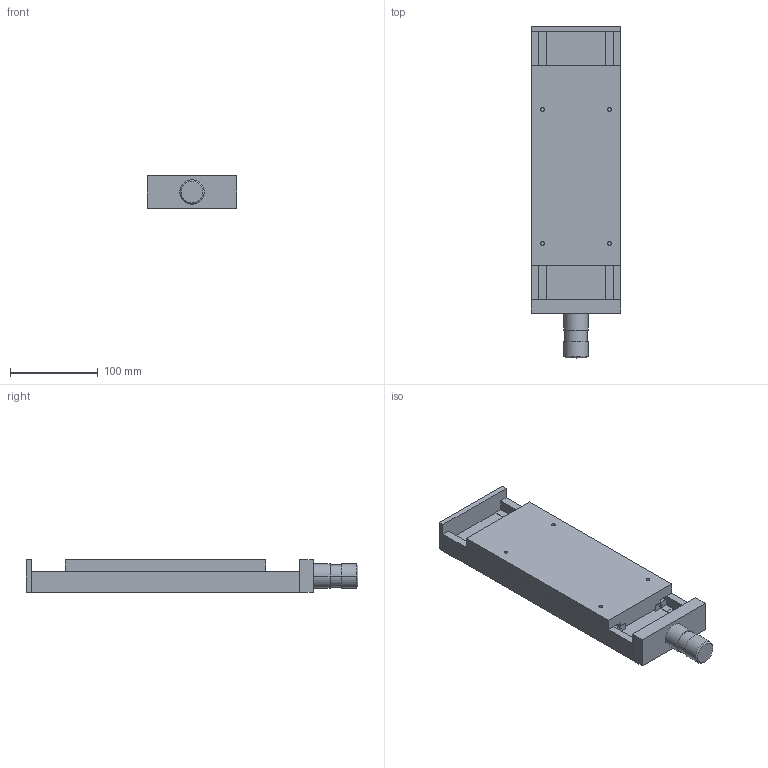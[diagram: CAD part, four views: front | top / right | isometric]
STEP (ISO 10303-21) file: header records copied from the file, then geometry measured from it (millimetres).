
FILE_DESCRIPTION((''),'2;1');
FILE_NAME('LAC4-12-3.stp','2003-09-07T00:35:52',('fran'),(''),'Autodesk Inventor (tm) 5.3','Autodesk Inventor (tm) 5.3','');
FILE_SCHEMA(('CONFIG_CONTROL_DESIGN'));
Length unit declared in the file: inch
Products named in the file (10): LAC4-12-3; LAC4-12-3 BOTTOM_BASE; LAC4-12-3 TOP_BASE; LAC4-12-3 RAIL_A; LAC4-12-3 RAIL_B; LAC4-12-3 RAIL_C; LAC4-12-3 RAIL_D; LAC4-12-3 SIDE_PLATE_A; LAC4-12-3 DIAL_KNOB; LAC4-12-3 SIDE_PLATE_B
Assembly tree (9 placements, depth 2):
  LAC4-12-3
    LAC4-12-3 BOTTOM_BASE
    LAC4-12-3 TOP_BASE
    LAC4-12-3 RAIL_A
    LAC4-12-3 RAIL_B
    LAC4-12-3 RAIL_C
    LAC4-12-3 RAIL_D
    LAC4-12-3 SIDE_PLATE_A
    LAC4-12-3 DIAL_KNOB
    LAC4-12-3 SIDE_PLATE_B
Bounding box: 101.6 x 377.82 x 36.58 mm (x, y, z)
Volume: 985640.5 mm3; surface area: 206277.1 mm2
Topology: 9 solids, 9 shells, 156 faces, 392 edges, 260 vertices
Faces by surface type: plane 111, bspline 37, cylinder 6, cone 2
Entity records: 6425 total; most frequent: CARTESIAN_POINT 1386, ORIENTED_EDGE 784, DIRECTION 752, EDGE_CURVE 392, VECTOR 308, LINE 308, VERTEX_POINT 260, AXIS2_PLACEMENT_3D 222
